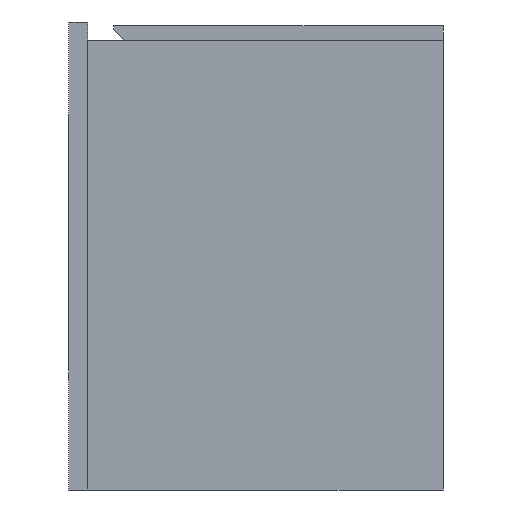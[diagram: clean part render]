
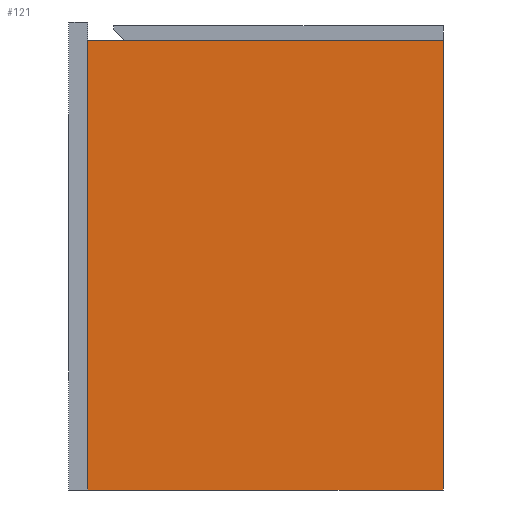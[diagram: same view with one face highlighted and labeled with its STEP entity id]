
A CAD part, left-side view. The second image highlights one B-rep face of the part: STEP entity #121.
In plain terms, the highlighted planar face has unit normal (-1, 0, 0).
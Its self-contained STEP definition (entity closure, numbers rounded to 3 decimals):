
#47 = VERTEX_POINT ( 'NONE', #2082 ) ;
#62 = ORIENTED_EDGE ( 'NONE', *, *, #1780, .T. ) ;
#121 = ADVANCED_FACE ( 'NONE', ( #3597 ), #634, .T. ) ;
#331 = VERTEX_POINT ( 'NONE', #2305 ) ;
#441 = DIRECTION ( 'NONE',  ( 0., 0., -1. ) ) ;
#442 = ORIENTED_EDGE ( 'NONE', *, *, #3541, .F. ) ;
#488 = CARTESIAN_POINT ( 'NONE',  ( -744., -190., 480. ) ) ;
#571 = VECTOR ( 'NONE', #3370, 1000. ) ;
#607 = DIRECTION ( 'NONE',  ( -1., 0., 0. ) ) ;
#634 = PLANE ( 'NONE',  #1286 ) ;
#767 = EDGE_CURVE ( 'NONE', #331, #2220, #1946, .T. ) ;
#1059 = EDGE_LOOP ( 'NONE', ( #3812, #442, #3810, #62 ) ) ;
#1286 = AXIS2_PLACEMENT_3D ( 'NONE', #2565, #607, #3190 ) ;
#1524 = CARTESIAN_POINT ( 'NONE',  ( -744., 190., 0. ) ) ;
#1780 = EDGE_CURVE ( 'NONE', #4020, #2220, #3946, .T. ) ;
#1946 = LINE ( 'NONE', #1524, #4204 ) ;
#2082 = CARTESIAN_POINT ( 'NONE',  ( -744., -190., 480. ) ) ;
#2206 = VECTOR ( 'NONE', #2293, 1000. ) ;
#2220 = VERTEX_POINT ( 'NONE', #3777 ) ;
#2293 = DIRECTION ( 'NONE',  ( 0., 0., -1. ) ) ;
#2305 = CARTESIAN_POINT ( 'NONE',  ( -744., -190., 0. ) ) ;
#2565 = CARTESIAN_POINT ( 'NONE',  ( -744., 190., 480. ) ) ;
#3190 = DIRECTION ( 'NONE',  ( 0., 0., 1. ) ) ;
#3315 = CARTESIAN_POINT ( 'NONE',  ( -744., 190., 480. ) ) ;
#3370 = DIRECTION ( 'NONE',  ( 0., 1., 0. ) ) ;
#3373 = LINE ( 'NONE', #4032, #571 ) ;
#3516 = EDGE_CURVE ( 'NONE', #47, #4020, #3373, .T. ) ;
#3518 = DIRECTION ( 'NONE',  ( 0., 1., 0. ) ) ;
#3541 = EDGE_CURVE ( 'NONE', #47, #331, #3776, .T. ) ;
#3597 = FACE_OUTER_BOUND ( 'NONE', #1059, .T. ) ;
#3776 = LINE ( 'NONE', #488, #3823 ) ;
#3777 = CARTESIAN_POINT ( 'NONE',  ( -744., 190., 0. ) ) ;
#3810 = ORIENTED_EDGE ( 'NONE', *, *, #3516, .T. ) ;
#3812 = ORIENTED_EDGE ( 'NONE', *, *, #767, .F. ) ;
#3823 = VECTOR ( 'NONE', #441, 1000. ) ;
#3931 = CARTESIAN_POINT ( 'NONE',  ( -744., 190., 480. ) ) ;
#3946 = LINE ( 'NONE', #3315, #2206 ) ;
#4020 = VERTEX_POINT ( 'NONE', #3931 ) ;
#4032 = CARTESIAN_POINT ( 'NONE',  ( -744., 190., 480. ) ) ;
#4204 = VECTOR ( 'NONE', #3518, 1000. ) ;
